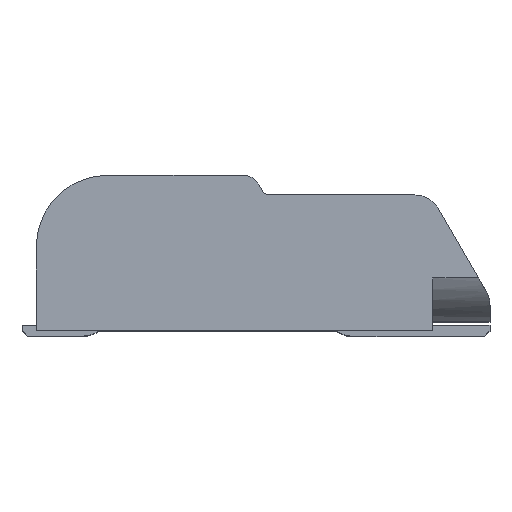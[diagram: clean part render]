
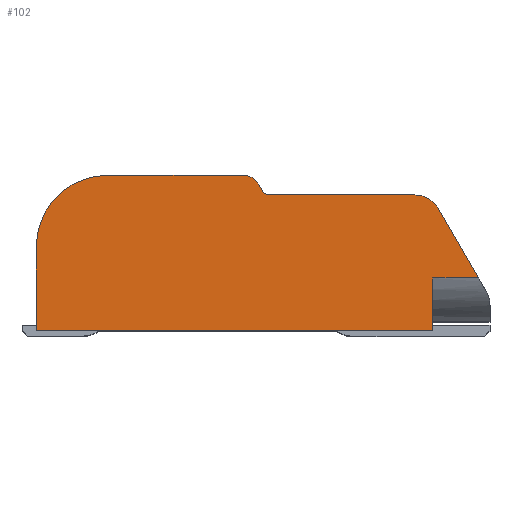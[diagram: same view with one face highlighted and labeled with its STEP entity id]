
A CAD part, top view. The second image highlights one B-rep face of the part: STEP entity #102.
In plain terms, the highlighted planar face has unit normal (0, 0, 1).
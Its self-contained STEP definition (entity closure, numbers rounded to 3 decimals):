
#102 = ADVANCED_FACE( '', ( #400 ), #401, .T. );
#400 = FACE_OUTER_BOUND( '', #951, .T. );
#401 = PLANE( '', #952 );
#951 = EDGE_LOOP( '', ( #1681, #1682, #1683, #1684, #1685, #1686, #1687, #1688, #1689, #1690, #1691, #1692 ) );
#952 = AXIS2_PLACEMENT_3D( '', #1693, #1694, #1695 );
#1681 = ORIENTED_EDGE( '', *, *, #3909, .T. );
#1682 = ORIENTED_EDGE( '', *, *, #3881, .T. );
#1683 = ORIENTED_EDGE( '', *, *, #3910, .T. );
#1684 = ORIENTED_EDGE( '', *, *, #3911, .T. );
#1685 = ORIENTED_EDGE( '', *, *, #3912, .T. );
#1686 = ORIENTED_EDGE( '', *, *, #3913, .F. );
#1687 = ORIENTED_EDGE( '', *, *, #3914, .T. );
#1688 = ORIENTED_EDGE( '', *, *, #3915, .T. );
#1689 = ORIENTED_EDGE( '', *, *, #3916, .T. );
#1690 = ORIENTED_EDGE( '', *, *, #3917, .T. );
#1691 = ORIENTED_EDGE( '', *, *, #3918, .T. );
#1692 = ORIENTED_EDGE( '', *, *, #3919, .T. );
#1693 = CARTESIAN_POINT( '', ( -10.7, 2.35, 11.9 ) );
#1694 = DIRECTION( '', ( 0., 0., 1. ) );
#1695 = DIRECTION( '', ( 1., 0., 0. ) );
#3881 = EDGE_CURVE( '', #4741, #4739, #4742, .T. );
#3909 = EDGE_CURVE( '', #4790, #4741, #4791, .T. );
#3910 = EDGE_CURVE( '', #4739, #4792, #4793, .T. );
#3911 = EDGE_CURVE( '', #4792, #4794, #4795, .T. );
#3912 = EDGE_CURVE( '', #4794, #4796, #4797, .T. );
#3913 = EDGE_CURVE( '', #4798, #4796, #4799, .T. );
#3914 = EDGE_CURVE( '', #4798, #4800, #4801, .T. );
#3915 = EDGE_CURVE( '', #4800, #4802, #4803, .T. );
#3916 = EDGE_CURVE( '', #4802, #4804, #4805, .T. );
#3917 = EDGE_CURVE( '', #4804, #4806, #4807, .T. );
#3918 = EDGE_CURVE( '', #4806, #4808, #4809, .T. );
#3919 = EDGE_CURVE( '', #4808, #4790, #4810, .T. );
#4739 = VERTEX_POINT( '', #6145 );
#4741 = VERTEX_POINT( '', #6147 );
#4742 = LINE( '', #6148, #6149 );
#4790 = VERTEX_POINT( '', #6222 );
#4791 = LINE( '', #6223, #6224 );
#4792 = VERTEX_POINT( '', #6225 );
#4793 = LINE( '', #6226, #6227 );
#4794 = VERTEX_POINT( '', #6228 );
#4795 = CIRCLE( '', #6229, 0.75 );
#4796 = VERTEX_POINT( '', #6230 );
#4797 = LINE( '', #6231, #6232 );
#4798 = VERTEX_POINT( '', #6233 );
#4799 = CIRCLE( '', #6234, 0.2 );
#4800 = VERTEX_POINT( '', #6235 );
#4801 = LINE( '', #6236, #6237 );
#4802 = VERTEX_POINT( '', #6238 );
#4803 = CIRCLE( '', #6239, 0.5 );
#4804 = VERTEX_POINT( '', #6240 );
#4805 = LINE( '', #6241, #6242 );
#4806 = VERTEX_POINT( '', #6243 );
#4807 = CIRCLE( '', #6244, 2. );
#4808 = VERTEX_POINT( '', #6245 );
#4809 = LINE( '', #6246, #6247 );
#4810 = LINE( '', #6248, #6249 );
#6145 = CARTESIAN_POINT( '', ( -0.325, 1.475, 11.9 ) );
#6147 = CARTESIAN_POINT( '', ( -1.6, 1.475, 11.9 ) );
#6148 = CARTESIAN_POINT( '', ( -1.6, 1.475, 11.9 ) );
#6149 = VECTOR( '', #7907, 1000. );
#6222 = CARTESIAN_POINT( '', ( -1.6, 0., 11.9 ) );
#6223 = CARTESIAN_POINT( '', ( -1.6, 0., 11.9 ) );
#6224 = VECTOR( '', #7939, 1000. );
#6225 = CARTESIAN_POINT( '', ( -1.45, 3.425, 11.9 ) );
#6226 = CARTESIAN_POINT( '', ( -0.1, 1.087, 11.9 ) );
#6227 = VECTOR( '', #7940, 1000. );
#6228 = CARTESIAN_POINT( '', ( -2.1, 3.8, 11.9 ) );
#6229 = AXIS2_PLACEMENT_3D( '', #7941, #7942, #7943 );
#6230 = CARTESIAN_POINT( '', ( -6.185, 3.8, 11.9 ) );
#6231 = CARTESIAN_POINT( '', ( -2.1, 3.8, 11.9 ) );
#6232 = VECTOR( '', #7944, 1000. );
#6233 = CARTESIAN_POINT( '', ( -6.358, 3.9, 11.9 ) );
#6234 = AXIS2_PLACEMENT_3D( '', #7945, #7946, #7947 );
#6235 = CARTESIAN_POINT( '', ( -6.473, 4.1, 11.9 ) );
#6236 = CARTESIAN_POINT( '', ( -6.358, 3.9, 11.9 ) );
#6237 = VECTOR( '', #7948, 1000. );
#6238 = CARTESIAN_POINT( '', ( -6.906, 4.35, 11.9 ) );
#6239 = AXIS2_PLACEMENT_3D( '', #7949, #7950, #7951 );
#6240 = CARTESIAN_POINT( '', ( -10.7, 4.35, 11.9 ) );
#6241 = CARTESIAN_POINT( '', ( -6.906, 4.35, 11.9 ) );
#6242 = VECTOR( '', #7952, 1000. );
#6243 = CARTESIAN_POINT( '', ( -12.7, 2.35, 11.9 ) );
#6244 = AXIS2_PLACEMENT_3D( '', #7953, #7954, #7955 );
#6245 = CARTESIAN_POINT( '', ( -12.7, 0., 11.9 ) );
#6246 = CARTESIAN_POINT( '', ( -12.7, 2.35, 11.9 ) );
#6247 = VECTOR( '', #7956, 1000. );
#6248 = CARTESIAN_POINT( '', ( -12.7, 0., 11.9 ) );
#6249 = VECTOR( '', #7957, 1000. );
#7907 = DIRECTION( '', ( 1., 0., 0. ) );
#7939 = DIRECTION( '', ( 0., 1., 0. ) );
#7940 = DIRECTION( '', ( -0.5, 0.866, 0. ) );
#7941 = CARTESIAN_POINT( '', ( -2.1, 3.05, 11.9 ) );
#7942 = DIRECTION( '', ( 0., 0., 1. ) );
#7943 = DIRECTION( '', ( 1., 0., 0. ) );
#7944 = DIRECTION( '', ( -1., 0., 0. ) );
#7945 = CARTESIAN_POINT( '', ( -6.185, 4., 11.9 ) );
#7946 = DIRECTION( '', ( 0., 0., 1. ) );
#7947 = DIRECTION( '', ( 1., 0., 0. ) );
#7948 = DIRECTION( '', ( -0.5, 0.866, 0. ) );
#7949 = CARTESIAN_POINT( '', ( -6.906, 3.85, 11.9 ) );
#7950 = DIRECTION( '', ( 0., 0., 1. ) );
#7951 = DIRECTION( '', ( 1., 0., 0. ) );
#7952 = DIRECTION( '', ( -1., 0., 0. ) );
#7953 = CARTESIAN_POINT( '', ( -10.7, 2.35, 11.9 ) );
#7954 = DIRECTION( '', ( 0., 0., 1. ) );
#7955 = DIRECTION( '', ( 1., 0., 0. ) );
#7956 = DIRECTION( '', ( 0., -1., 0. ) );
#7957 = DIRECTION( '', ( 1., 0., 0. ) );
